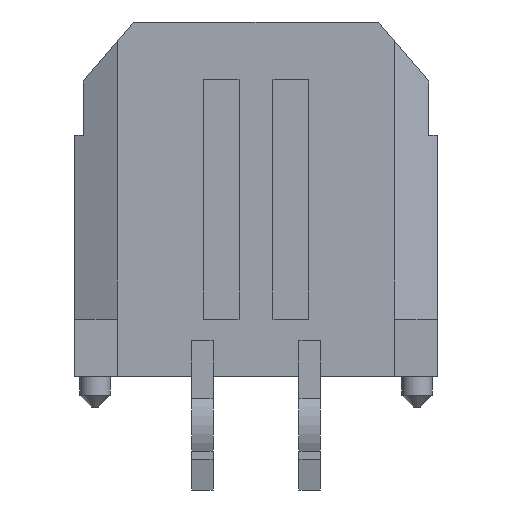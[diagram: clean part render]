
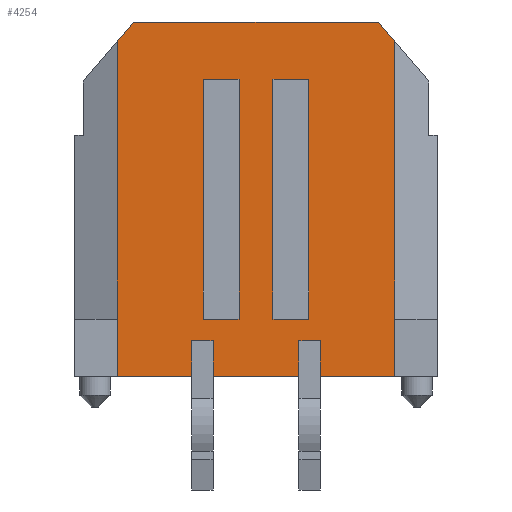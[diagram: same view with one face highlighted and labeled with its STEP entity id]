
A CAD part, front view. The second image highlights one B-rep face of the part: STEP entity #4254.
In plain terms, the highlighted planar face has unit normal (0, -1, 0).
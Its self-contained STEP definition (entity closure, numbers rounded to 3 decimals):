
#42=FACE_BOUND('',#417,.T.);
#43=FACE_BOUND('',#418,.T.);
#177=FACE_OUTER_BOUND('',#416,.T.);
#416=EDGE_LOOP('',(#3232,#3233,#3234,#3235,#3236,#3237,#3238,#3239,#3240,
#3241,#3242,#3243,#3244,#3245,#3246,#3247,#3248,#3249));
#417=EDGE_LOOP('',(#3250,#3251,#3252,#3253));
#418=EDGE_LOOP('',(#3254,#3255,#3256,#3257));
#557=LINE('',#5786,#1139);
#576=LINE('',#5825,#1158);
#581=LINE('',#5836,#1163);
#582=LINE('',#5838,#1164);
#605=LINE('',#5893,#1187);
#633=LINE('',#5951,#1215);
#639=LINE('',#5962,#1221);
#640=LINE('',#5965,#1222);
#662=LINE('',#6018,#1244);
#670=LINE('',#6035,#1252);
#690=LINE('',#6072,#1272);
#708=LINE('',#6109,#1290);
#709=LINE('',#6113,#1291);
#727=LINE('',#6148,#1309);
#731=LINE('',#6158,#1313);
#821=LINE('',#6340,#1403);
#827=LINE('',#6351,#1409);
#837=LINE('',#6371,#1419);
#856=LINE('',#6409,#1438);
#860=LINE('',#6418,#1442);
#864=LINE('',#6426,#1446);
#865=LINE('',#6427,#1447);
#866=LINE('',#6428,#1448);
#867=LINE('',#6429,#1449);
#868=LINE('',#6430,#1450);
#869=LINE('',#6431,#1451);
#1139=VECTOR('',#4675,10.);
#1158=VECTOR('',#4704,2.077);
#1163=VECTOR('',#4711,0.009);
#1164=VECTOR('',#4714,1.6);
#1187=VECTOR('',#4767,10.);
#1215=VECTOR('',#4809,2.077);
#1221=VECTOR('',#4817,1.6);
#1222=VECTOR('',#4820,0.009);
#1244=VECTOR('',#4870,10.);
#1252=VECTOR('',#4880,10.);
#1272=VECTOR('',#4910,2.403);
#1290=VECTOR('',#4942,0.597);
#1291=VECTOR('',#4945,1.);
#1309=VECTOR('',#4973,0.597);
#1313=VECTOR('',#4981,1.);
#1403=VECTOR('',#5145,7.768);
#1409=VECTOR('',#5153,0.71);
#1419=VECTOR('',#5167,6.85);
#1438=VECTOR('',#5196,1.);
#1442=VECTOR('',#5202,1.);
#1446=VECTOR('',#5208,7.768);
#1447=VECTOR('',#5209,0.71);
#1448=VECTOR('',#5210,6.71);
#1449=VECTOR('',#5211,6.71);
#1450=VECTOR('',#5212,6.71);
#1451=VECTOR('',#5213,6.71);
#1717=VERTEX_POINT('',#5776);
#1721=VERTEX_POINT('',#5784);
#1736=VERTEX_POINT('',#5823);
#1738=VERTEX_POINT('',#5828);
#1741=VERTEX_POINT('',#5834);
#1757=VERTEX_POINT('',#5890);
#1758=VERTEX_POINT('',#5892);
#1781=VERTEX_POINT('',#5950);
#1785=VERTEX_POINT('',#5959);
#1786=VERTEX_POINT('',#5964);
#1802=VERTEX_POINT('',#6015);
#1803=VERTEX_POINT('',#6017);
#1810=VERTEX_POINT('',#6032);
#1811=VERTEX_POINT('',#6034);
#1836=VERTEX_POINT('',#6111);
#1837=VERTEX_POINT('',#6112);
#1852=VERTEX_POINT('',#6155);
#1853=VERTEX_POINT('',#6157);
#1908=VERTEX_POINT('',#6339);
#1912=VERTEX_POINT('',#6350);
#1920=VERTEX_POINT('',#6370);
#1933=VERTEX_POINT('',#6407);
#1934=VERTEX_POINT('',#6408);
#1937=VERTEX_POINT('',#6416);
#1938=VERTEX_POINT('',#6417);
#1941=VERTEX_POINT('',#6425);
#2115=EDGE_CURVE('',#1721,#1717,#557,.T.);
#2135=EDGE_CURVE('',#1736,#1721,#576,.T.);
#2140=EDGE_CURVE('',#1738,#1741,#581,.T.);
#2141=EDGE_CURVE('',#1738,#1736,#582,.T.);
#2167=EDGE_CURVE('',#1757,#1758,#605,.T.);
#2196=EDGE_CURVE('',#1758,#1781,#633,.T.);
#2202=EDGE_CURVE('',#1785,#1781,#639,.T.);
#2203=EDGE_CURVE('',#1786,#1785,#640,.T.);
#2228=EDGE_CURVE('',#1802,#1803,#662,.T.);
#2236=EDGE_CURVE('',#1810,#1811,#670,.T.);
#2256=EDGE_CURVE('',#1803,#1810,#690,.T.);
#2274=EDGE_CURVE('',#1802,#1717,#708,.T.);
#2275=EDGE_CURVE('',#1836,#1837,#709,.T.);
#2293=EDGE_CURVE('',#1757,#1811,#727,.T.);
#2297=EDGE_CURVE('',#1852,#1853,#731,.T.);
#2387=EDGE_CURVE('',#1908,#1786,#821,.T.);
#2393=EDGE_CURVE('',#1912,#1908,#827,.T.);
#2403=EDGE_CURVE('',#1912,#1920,#837,.T.);
#2422=EDGE_CURVE('',#1933,#1934,#856,.T.);
#2426=EDGE_CURVE('',#1937,#1938,#860,.T.);
#2430=EDGE_CURVE('',#1941,#1741,#864,.T.);
#2431=EDGE_CURVE('',#1941,#1920,#865,.T.);
#2432=EDGE_CURVE('',#1836,#1933,#866,.T.);
#2433=EDGE_CURVE('',#1837,#1934,#867,.T.);
#2434=EDGE_CURVE('',#1853,#1938,#868,.T.);
#2435=EDGE_CURVE('',#1852,#1937,#869,.T.);
#3232=ORIENTED_EDGE('',*,*,#2274,.T.);
#3233=ORIENTED_EDGE('',*,*,#2115,.F.);
#3234=ORIENTED_EDGE('',*,*,#2135,.F.);
#3235=ORIENTED_EDGE('',*,*,#2141,.F.);
#3236=ORIENTED_EDGE('',*,*,#2140,.T.);
#3237=ORIENTED_EDGE('',*,*,#2430,.F.);
#3238=ORIENTED_EDGE('',*,*,#2431,.T.);
#3239=ORIENTED_EDGE('',*,*,#2403,.F.);
#3240=ORIENTED_EDGE('',*,*,#2393,.T.);
#3241=ORIENTED_EDGE('',*,*,#2387,.T.);
#3242=ORIENTED_EDGE('',*,*,#2203,.T.);
#3243=ORIENTED_EDGE('',*,*,#2202,.T.);
#3244=ORIENTED_EDGE('',*,*,#2196,.F.);
#3245=ORIENTED_EDGE('',*,*,#2167,.F.);
#3246=ORIENTED_EDGE('',*,*,#2293,.T.);
#3247=ORIENTED_EDGE('',*,*,#2236,.F.);
#3248=ORIENTED_EDGE('',*,*,#2256,.F.);
#3249=ORIENTED_EDGE('',*,*,#2228,.F.);
#3250=ORIENTED_EDGE('',*,*,#2275,.F.);
#3251=ORIENTED_EDGE('',*,*,#2432,.T.);
#3252=ORIENTED_EDGE('',*,*,#2422,.T.);
#3253=ORIENTED_EDGE('',*,*,#2433,.F.);
#3254=ORIENTED_EDGE('',*,*,#2434,.F.);
#3255=ORIENTED_EDGE('',*,*,#2297,.F.);
#3256=ORIENTED_EDGE('',*,*,#2435,.T.);
#3257=ORIENTED_EDGE('',*,*,#2426,.T.);
#4030=PLANE('',#4513);
#4254=ADVANCED_FACE('',(#177,#42,#43),#4030,.T.);
#4513=AXIS2_PLACEMENT_3D('',#6424,#5206,#5207);
#4675=DIRECTION('',(0.,0.,1.));
#4704=DIRECTION('',(-1.,0.,0.));
#4711=DIRECTION('',(1.,0.,0.));
#4714=DIRECTION('',(0.,0.,-1.));
#4767=DIRECTION('',(0.,0.,-1.));
#4809=DIRECTION('',(-1.,0.,0.));
#4817=DIRECTION('',(0.,0.,-1.));
#4820=DIRECTION('',(1.,0.,0.));
#4870=DIRECTION('',(0.,0.,-1.));
#4880=DIRECTION('',(0.,0.,1.));
#4910=DIRECTION('',(-1.,0.,0.));
#4942=DIRECTION('',(1.,0.,0.));
#4945=DIRECTION('',(1.,0.,0.));
#4973=DIRECTION('',(1.,0.,0.));
#4981=DIRECTION('',(1.,0.,0.));
#5145=DIRECTION('',(0.,0.,-1.));
#5153=DIRECTION('',(-0.647,0.,-0.763));
#5167=DIRECTION('',(1.,0.,0.));
#5196=DIRECTION('',(1.,0.,0.));
#5202=DIRECTION('',(1.,0.,0.));
#5206=DIRECTION('center_axis',(0.,-1.,0.));
#5207=DIRECTION('ref_axis',(0.,0.,-1.));
#5208=DIRECTION('',(0.,0.,-1.));
#5209=DIRECTION('',(-0.647,0.,0.763));
#5210=DIRECTION('',(0.,0.,1.));
#5211=DIRECTION('',(0.,0.,1.));
#5212=DIRECTION('',(0.,0.,1.));
#5213=DIRECTION('',(0.,0.,1.));
#5776=CARTESIAN_POINT('',(1.799,-3.43,-3.955));
#5784=CARTESIAN_POINT('',(1.799,-3.43,-4.955));
#5786=CARTESIAN_POINT('',(1.799,-3.43,0.5));
#5823=CARTESIAN_POINT('',(3.875,-3.43,-4.955));
#5825=CARTESIAN_POINT('',(3.875,-3.43,-4.955));
#5828=CARTESIAN_POINT('',(3.875,-3.43,-3.355));
#5834=CARTESIAN_POINT('',(3.884,-3.43,-3.355));
#5836=CARTESIAN_POINT('',(3.875,-3.43,-3.355));
#5838=CARTESIAN_POINT('',(3.875,-3.43,-3.355));
#5890=CARTESIAN_POINT('',(-1.799,-3.43,-3.955));
#5892=CARTESIAN_POINT('',(-1.799,-3.43,-4.955));
#5893=CARTESIAN_POINT('',(-1.799,-3.43,0.));
#5950=CARTESIAN_POINT('',(-3.875,-3.43,-4.955));
#5951=CARTESIAN_POINT('',(-1.799,-3.43,-4.955));
#5959=CARTESIAN_POINT('',(-3.875,-3.43,-3.355));
#5962=CARTESIAN_POINT('',(-3.875,-3.43,-3.355));
#5964=CARTESIAN_POINT('',(-3.884,-3.43,-3.355));
#5965=CARTESIAN_POINT('',(-3.884,-3.43,-3.355));
#6015=CARTESIAN_POINT('',(1.202,-3.43,-3.955));
#6017=CARTESIAN_POINT('',(1.202,-3.43,-4.955));
#6018=CARTESIAN_POINT('',(1.202,-3.43,0.));
#6032=CARTESIAN_POINT('',(-1.202,-3.43,-4.955));
#6034=CARTESIAN_POINT('',(-1.202,-3.43,-3.955));
#6035=CARTESIAN_POINT('',(-1.202,-3.43,0.5));
#6072=CARTESIAN_POINT('',(1.202,-3.43,-4.955));
#6109=CARTESIAN_POINT('',(1.202,-3.43,-3.955));
#6111=CARTESIAN_POINT('',(0.475,-3.43,-3.355));
#6112=CARTESIAN_POINT('',(1.475,-3.43,-3.355));
#6113=CARTESIAN_POINT('',(0.475,-3.43,-3.355));
#6148=CARTESIAN_POINT('',(-1.799,-3.43,-3.955));
#6155=CARTESIAN_POINT('',(-1.475,-3.43,-3.355));
#6157=CARTESIAN_POINT('',(-0.475,-3.43,-3.355));
#6158=CARTESIAN_POINT('',(-1.475,-3.43,-3.355));
#6339=CARTESIAN_POINT('',(-3.884,-3.43,4.413));
#6340=CARTESIAN_POINT('',(-3.884,-3.43,4.413));
#6350=CARTESIAN_POINT('',(-3.425,-3.43,4.955));
#6351=CARTESIAN_POINT('',(-3.425,-3.43,4.955));
#6370=CARTESIAN_POINT('',(3.425,-3.43,4.955));
#6371=CARTESIAN_POINT('',(-3.425,-3.43,4.955));
#6407=CARTESIAN_POINT('',(0.475,-3.43,3.355));
#6408=CARTESIAN_POINT('',(1.475,-3.43,3.355));
#6409=CARTESIAN_POINT('',(0.475,-3.43,3.355));
#6416=CARTESIAN_POINT('',(-1.475,-3.43,3.355));
#6417=CARTESIAN_POINT('',(-0.475,-3.43,3.355));
#6418=CARTESIAN_POINT('',(-1.475,-3.43,3.355));
#6424=CARTESIAN_POINT('Origin',(-4.825,-3.43,4.955));
#6425=CARTESIAN_POINT('',(3.884,-3.43,4.413));
#6426=CARTESIAN_POINT('',(3.884,-3.43,4.413));
#6427=CARTESIAN_POINT('',(3.884,-3.43,4.413));
#6428=CARTESIAN_POINT('',(0.475,-3.43,-3.355));
#6429=CARTESIAN_POINT('',(1.475,-3.43,-3.355));
#6430=CARTESIAN_POINT('',(-0.475,-3.43,-3.355));
#6431=CARTESIAN_POINT('',(-1.475,-3.43,-3.355));
